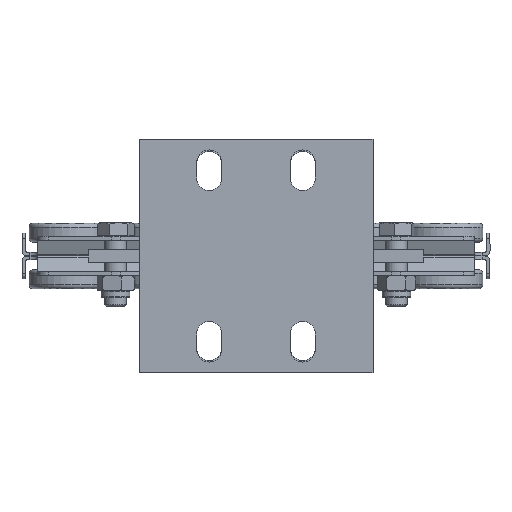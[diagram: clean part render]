
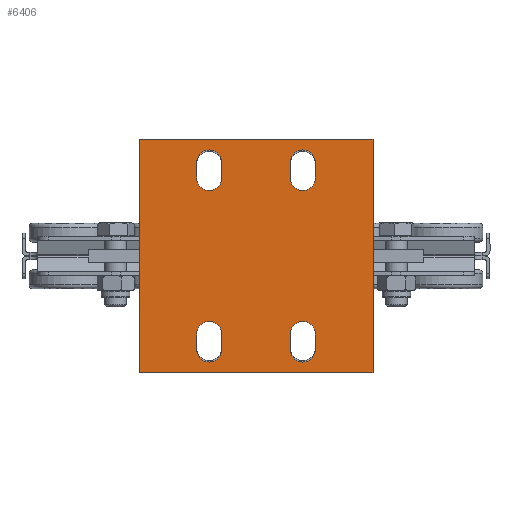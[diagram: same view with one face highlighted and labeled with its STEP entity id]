
A CAD part, front view. The second image highlights one B-rep face of the part: STEP entity #6406.
In plain terms, the highlighted face is planar.
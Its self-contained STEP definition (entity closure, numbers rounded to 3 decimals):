
#513=FACE_BOUND('',#1391,.T.);
#514=FACE_BOUND('',#1392,.T.);
#515=FACE_BOUND('',#1393,.T.);
#516=FACE_BOUND('',#1394,.T.);
#688=PLANE('',#7570);
#972=FACE_OUTER_BOUND('',#1390,.T.);
#1390=EDGE_LOOP('',(#5318,#5319,#5320,#5321));
#1391=EDGE_LOOP('',(#5322,#5323,#5324,#5325));
#1392=EDGE_LOOP('',(#5326,#5327,#5328,#5329));
#1393=EDGE_LOOP('',(#5330,#5331,#5332,#5333));
#1394=EDGE_LOOP('',(#5334,#5335,#5336,#5337));
#1758=LINE('',#11391,#2124);
#1763=LINE('',#11405,#2129);
#1766=LINE('',#11415,#2132);
#1771=LINE('',#11429,#2137);
#1774=LINE('',#11439,#2140);
#1779=LINE('',#11453,#2145);
#1782=LINE('',#11463,#2148);
#1787=LINE('',#11477,#2153);
#1792=LINE('',#11491,#2158);
#1796=LINE('',#11498,#2162);
#1799=LINE('',#11504,#2165);
#1801=LINE('',#11507,#2167);
#2124=VECTOR('',#9066,10.);
#2129=VECTOR('',#9079,10.);
#2132=VECTOR('',#9090,10.);
#2137=VECTOR('',#9103,10.);
#2140=VECTOR('',#9114,10.);
#2145=VECTOR('',#9127,10.);
#2148=VECTOR('',#9138,10.);
#2153=VECTOR('',#9151,10.);
#2158=VECTOR('',#9164,10.);
#2162=VECTOR('',#9170,10.);
#2165=VECTOR('',#9175,10.);
#2167=VECTOR('',#9179,10.);
#2593=CIRCLE('',#7536,8.);
#2595=CIRCLE('',#7540,8.);
#2597=CIRCLE('',#7544,8.);
#2599=CIRCLE('',#7548,8.);
#2601=CIRCLE('',#7552,8.);
#2603=CIRCLE('',#7556,8.);
#2605=CIRCLE('',#7560,8.);
#2607=CIRCLE('',#7564,8.);
#3108=VERTEX_POINT('',#11389);
#3109=VERTEX_POINT('',#11390);
#3112=VERTEX_POINT('',#11398);
#3114=VERTEX_POINT('',#11404);
#3116=VERTEX_POINT('',#11413);
#3117=VERTEX_POINT('',#11414);
#3120=VERTEX_POINT('',#11422);
#3122=VERTEX_POINT('',#11428);
#3124=VERTEX_POINT('',#11437);
#3125=VERTEX_POINT('',#11438);
#3128=VERTEX_POINT('',#11446);
#3130=VERTEX_POINT('',#11452);
#3132=VERTEX_POINT('',#11461);
#3133=VERTEX_POINT('',#11462);
#3136=VERTEX_POINT('',#11470);
#3138=VERTEX_POINT('',#11476);
#3142=VERTEX_POINT('',#11488);
#3143=VERTEX_POINT('',#11490);
#3145=VERTEX_POINT('',#11496);
#3147=VERTEX_POINT('',#11502);
#3865=EDGE_CURVE('',#3108,#3109,#1758,.T.);
#3869=EDGE_CURVE('',#3109,#3112,#2593,.T.);
#3872=EDGE_CURVE('',#3112,#3114,#1763,.T.);
#3875=EDGE_CURVE('',#3114,#3108,#2595,.T.);
#3877=EDGE_CURVE('',#3116,#3117,#1766,.T.);
#3881=EDGE_CURVE('',#3117,#3120,#2597,.T.);
#3884=EDGE_CURVE('',#3120,#3122,#1771,.T.);
#3887=EDGE_CURVE('',#3122,#3116,#2599,.T.);
#3889=EDGE_CURVE('',#3124,#3125,#1774,.T.);
#3893=EDGE_CURVE('',#3125,#3128,#2601,.T.);
#3896=EDGE_CURVE('',#3128,#3130,#1779,.T.);
#3899=EDGE_CURVE('',#3130,#3124,#2603,.T.);
#3901=EDGE_CURVE('',#3132,#3133,#1782,.T.);
#3905=EDGE_CURVE('',#3133,#3136,#2605,.T.);
#3908=EDGE_CURVE('',#3136,#3138,#1787,.T.);
#3911=EDGE_CURVE('',#3138,#3132,#2607,.T.);
#3915=EDGE_CURVE('',#3142,#3143,#1792,.T.);
#3919=EDGE_CURVE('',#3145,#3142,#1796,.T.);
#3922=EDGE_CURVE('',#3147,#3145,#1799,.T.);
#3924=EDGE_CURVE('',#3143,#3147,#1801,.T.);
#5318=ORIENTED_EDGE('',*,*,#3924,.F.);
#5319=ORIENTED_EDGE('',*,*,#3915,.F.);
#5320=ORIENTED_EDGE('',*,*,#3919,.F.);
#5321=ORIENTED_EDGE('',*,*,#3922,.F.);
#5322=ORIENTED_EDGE('',*,*,#3865,.T.);
#5323=ORIENTED_EDGE('',*,*,#3869,.T.);
#5324=ORIENTED_EDGE('',*,*,#3872,.T.);
#5325=ORIENTED_EDGE('',*,*,#3875,.T.);
#5326=ORIENTED_EDGE('',*,*,#3877,.T.);
#5327=ORIENTED_EDGE('',*,*,#3881,.T.);
#5328=ORIENTED_EDGE('',*,*,#3884,.T.);
#5329=ORIENTED_EDGE('',*,*,#3887,.T.);
#5330=ORIENTED_EDGE('',*,*,#3889,.T.);
#5331=ORIENTED_EDGE('',*,*,#3893,.T.);
#5332=ORIENTED_EDGE('',*,*,#3896,.T.);
#5333=ORIENTED_EDGE('',*,*,#3899,.T.);
#5334=ORIENTED_EDGE('',*,*,#3908,.T.);
#5335=ORIENTED_EDGE('',*,*,#3911,.T.);
#5336=ORIENTED_EDGE('',*,*,#3901,.T.);
#5337=ORIENTED_EDGE('',*,*,#3905,.T.);
#6406=ADVANCED_FACE('',(#972,#513,#514,#515,#516),#688,.F.);
#7536=AXIS2_PLACEMENT_3D('',#11399,#9072,#9073);
#7540=AXIS2_PLACEMENT_3D('',#11410,#9084,#9085);
#7544=AXIS2_PLACEMENT_3D('',#11423,#9096,#9097);
#7548=AXIS2_PLACEMENT_3D('',#11434,#9108,#9109);
#7552=AXIS2_PLACEMENT_3D('',#11447,#9120,#9121);
#7556=AXIS2_PLACEMENT_3D('',#11458,#9132,#9133);
#7560=AXIS2_PLACEMENT_3D('',#11471,#9144,#9145);
#7564=AXIS2_PLACEMENT_3D('',#11482,#9156,#9157);
#7570=AXIS2_PLACEMENT_3D('',#11508,#9180,#9181);
#9066=DIRECTION('',(0.,1.,0.));
#9072=DIRECTION('center_axis',(0.,0.,1.));
#9073=DIRECTION('ref_axis',(1.,0.,0.));
#9079=DIRECTION('',(0.,-1.,0.));
#9084=DIRECTION('center_axis',(0.,0.,1.));
#9085=DIRECTION('ref_axis',(-1.,0.,0.));
#9090=DIRECTION('',(0.,1.,0.));
#9096=DIRECTION('center_axis',(0.,0.,1.));
#9097=DIRECTION('ref_axis',(1.,0.,0.));
#9103=DIRECTION('',(0.,-1.,0.));
#9108=DIRECTION('center_axis',(0.,0.,1.));
#9109=DIRECTION('ref_axis',(-1.,0.,0.));
#9114=DIRECTION('',(0.,1.,0.));
#9120=DIRECTION('center_axis',(0.,0.,1.));
#9121=DIRECTION('ref_axis',(1.,0.,0.));
#9127=DIRECTION('',(0.,-1.,0.));
#9132=DIRECTION('center_axis',(0.,0.,1.));
#9133=DIRECTION('ref_axis',(-1.,0.,0.));
#9138=DIRECTION('',(0.,1.,0.));
#9144=DIRECTION('center_axis',(0.,0.,1.));
#9145=DIRECTION('ref_axis',(1.,0.,0.));
#9151=DIRECTION('',(0.,-1.,0.));
#9156=DIRECTION('center_axis',(0.,0.,1.));
#9157=DIRECTION('ref_axis',(-1.,0.,0.));
#9164=DIRECTION('',(0.,-1.,0.));
#9170=DIRECTION('',(-1.,0.,0.));
#9175=DIRECTION('',(0.,1.,0.));
#9179=DIRECTION('',(1.,0.,0.));
#9180=DIRECTION('center_axis',(0.,0.,1.));
#9181=DIRECTION('ref_axis',(1.,0.,0.));
#11389=CARTESIAN_POINT('',(53.,15.,0.));
#11390=CARTESIAN_POINT('',(53.,25.,0.));
#11391=CARTESIAN_POINT('',(53.,45.,0.));
#11398=CARTESIAN_POINT('',(37.,25.,0.));
#11399=CARTESIAN_POINT('Origin',(45.,25.,0.));
#11404=CARTESIAN_POINT('',(37.,15.,0.));
#11405=CARTESIAN_POINT('',(37.,50.,0.));
#11410=CARTESIAN_POINT('Origin',(45.,15.,0.));
#11413=CARTESIAN_POINT('',(113.,125.,0.));
#11414=CARTESIAN_POINT('',(113.,135.,0.));
#11415=CARTESIAN_POINT('',(113.,100.,0.));
#11422=CARTESIAN_POINT('',(97.,135.,0.));
#11423=CARTESIAN_POINT('Origin',(105.,135.,0.));
#11428=CARTESIAN_POINT('',(97.,125.,0.));
#11429=CARTESIAN_POINT('',(97.,105.,0.));
#11434=CARTESIAN_POINT('Origin',(105.,125.,0.));
#11437=CARTESIAN_POINT('',(53.,125.,0.));
#11438=CARTESIAN_POINT('',(53.,135.,0.));
#11439=CARTESIAN_POINT('',(53.,100.,0.));
#11446=CARTESIAN_POINT('',(37.,135.,0.));
#11447=CARTESIAN_POINT('Origin',(45.,135.,0.));
#11452=CARTESIAN_POINT('',(37.,125.,0.));
#11453=CARTESIAN_POINT('',(37.,105.,0.));
#11458=CARTESIAN_POINT('Origin',(45.,125.,0.));
#11461=CARTESIAN_POINT('',(113.,15.,0.));
#11462=CARTESIAN_POINT('',(113.,25.,0.));
#11463=CARTESIAN_POINT('',(113.,45.,0.));
#11470=CARTESIAN_POINT('',(97.,25.,0.));
#11471=CARTESIAN_POINT('Origin',(105.,25.,0.));
#11476=CARTESIAN_POINT('',(97.,15.,0.));
#11477=CARTESIAN_POINT('',(97.,50.,0.));
#11482=CARTESIAN_POINT('Origin',(105.,15.,0.));
#11488=CARTESIAN_POINT('',(0.,150.,0.));
#11490=CARTESIAN_POINT('',(0.,0.,0.));
#11491=CARTESIAN_POINT('',(0.,150.,0.));
#11496=CARTESIAN_POINT('',(150.,150.,0.));
#11498=CARTESIAN_POINT('',(150.,150.,0.));
#11502=CARTESIAN_POINT('',(150.,0.,0.));
#11504=CARTESIAN_POINT('',(150.,0.,0.));
#11507=CARTESIAN_POINT('',(0.,0.,0.));
#11508=CARTESIAN_POINT('Origin',(75.,75.,0.));
